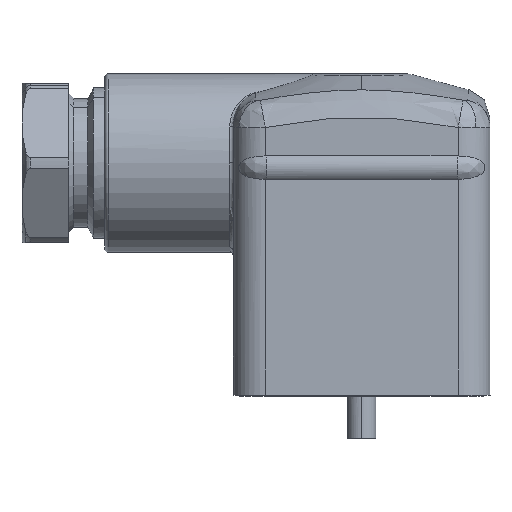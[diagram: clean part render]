
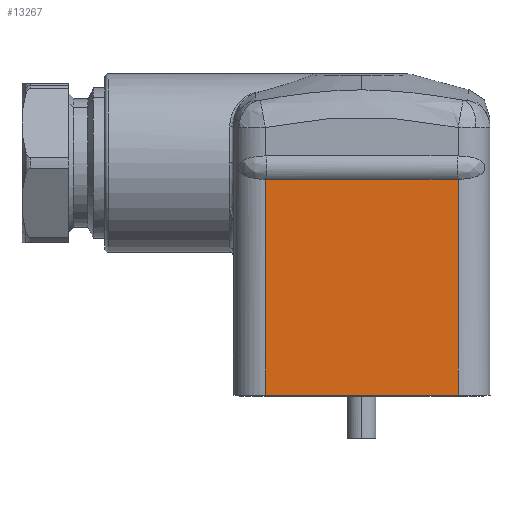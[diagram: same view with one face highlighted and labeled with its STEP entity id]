
A CAD part, left-side view. The second image highlights one B-rep face of the part: STEP entity #13267.
In plain terms, the highlighted planar face has unit normal (-1, 0, 0).
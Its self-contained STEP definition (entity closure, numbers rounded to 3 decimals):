
#13225=AXIS2_PLACEMENT_3D('Plane Axis2P3D',#13222,#13223,#13224) ;
#12627=CARTESIAN_POINT('Vertex',(0.6,3.4,4.6)) ;
#12630=CARTESIAN_POINT('Line Origine',(0.6,13.65,4.6)) ;
#12634=CARTESIAN_POINT('Vertex',(0.6,23.9,4.6)) ;
#13177=CARTESIAN_POINT('Vertex',(0.6,3.4,27.553)) ;
#13180=CARTESIAN_POINT('Line Origine',(0.6,3.4,38.8)) ;
#13222=CARTESIAN_POINT('Axis2P3D Location',(0.6,0.,38.8)) ;
#13227=CARTESIAN_POINT('Line Origine',(0.6,13.65,27.551)) ;
#13231=CARTESIAN_POINT('Vertex',(0.6,23.8,27.551)) ;
#13233=CARTESIAN_POINT('Vertex',(0.6,3.5,27.551)) ;
#13237=CARTESIAN_POINT('Control Point',(0.6,23.8,27.551)) ;
#13238=CARTESIAN_POINT('Control Point',(0.6,23.82,27.551)) ;
#13239=CARTESIAN_POINT('Control Point',(0.6,23.84,27.551)) ;
#13240=CARTESIAN_POINT('Control Point',(0.6,23.86,27.551)) ;
#13241=CARTESIAN_POINT('Control Point',(0.6,23.88,27.552)) ;
#13242=CARTESIAN_POINT('Control Point',(0.6,23.9,27.553)) ;
#13243=CARTESIAN_POINT('Vertex',(0.6,23.9,27.553)) ;
#13246=CARTESIAN_POINT('Line Origine',(0.6,23.9,16.076)) ;
#13252=CARTESIAN_POINT('Control Point',(0.6,3.4,27.553)) ;
#13253=CARTESIAN_POINT('Control Point',(0.6,3.42,27.552)) ;
#13254=CARTESIAN_POINT('Control Point',(0.6,3.44,27.551)) ;
#13255=CARTESIAN_POINT('Control Point',(0.6,3.46,27.551)) ;
#13256=CARTESIAN_POINT('Control Point',(0.6,3.48,27.551)) ;
#13257=CARTESIAN_POINT('Control Point',(0.6,3.5,27.551)) ;
#12631=DIRECTION('Vector Direction',(0.,1.,0.)) ;
#13181=DIRECTION('Vector Direction',(0.,0.,1.)) ;
#13223=DIRECTION('Axis2P3D Direction',(-1.,0.,0.)) ;
#13224=DIRECTION('Axis2P3D XDirection',(0.,0.,1.)) ;
#13228=DIRECTION('Vector Direction',(0.,-1.,0.)) ;
#13247=DIRECTION('Vector Direction',(0.,0.,-1.)) ;
#12632=VECTOR('Line Direction',#12631,1.) ;
#13182=VECTOR('Line Direction',#13181,1.) ;
#13229=VECTOR('Line Direction',#13228,1.) ;
#13248=VECTOR('Line Direction',#13247,1.) ;
#13260=ORIENTED_EDGE('',*,*,#13235,.F.) ;
#13261=ORIENTED_EDGE('',*,*,#13245,.T.) ;
#13262=ORIENTED_EDGE('',*,*,#13250,.T.) ;
#13263=ORIENTED_EDGE('',*,*,#12636,.F.) ;
#13264=ORIENTED_EDGE('',*,*,#13184,.T.) ;
#13265=ORIENTED_EDGE('',*,*,#13258,.T.) ;
#13267=ADVANCED_FACE('Hauptkoerper',(#13266),#13226,.T.) ;
#13236=B_SPLINE_CURVE_WITH_KNOTS('',5,(#13237,#13238,#13239,#13240,#13241,#13242),.UNSPECIFIED.,.F.,.U.,(6,6),(0.,0.141),.UNSPECIFIED.) ;
#13251=B_SPLINE_CURVE_WITH_KNOTS('',5,(#13252,#13253,#13254,#13255,#13256,#13257),.UNSPECIFIED.,.F.,.U.,(6,6),(0.,0.141),.UNSPECIFIED.) ;
#12636=EDGE_CURVE('',#12628,#12635,#12633,.T.) ;
#13184=EDGE_CURVE('',#12628,#13178,#13183,.T.) ;
#13235=EDGE_CURVE('',#13232,#13234,#13230,.T.) ;
#13245=EDGE_CURVE('',#13232,#13244,#13236,.T.) ;
#13250=EDGE_CURVE('',#13244,#12635,#13249,.T.) ;
#13258=EDGE_CURVE('',#13178,#13234,#13251,.T.) ;
#13259=EDGE_LOOP('',(#13260,#13261,#13262,#13263,#13264,#13265)) ;
#13266=FACE_OUTER_BOUND('',#13259,.T.) ;
#12633=LINE('Line',#12630,#12632) ;
#13183=LINE('Line',#13180,#13182) ;
#13230=LINE('Line',#13227,#13229) ;
#13249=LINE('Line',#13246,#13248) ;
#13226=PLANE('',#13225) ;
#12628=VERTEX_POINT('',#12627) ;
#12635=VERTEX_POINT('',#12634) ;
#13178=VERTEX_POINT('',#13177) ;
#13232=VERTEX_POINT('',#13231) ;
#13234=VERTEX_POINT('',#13233) ;
#13244=VERTEX_POINT('',#13243) ;
